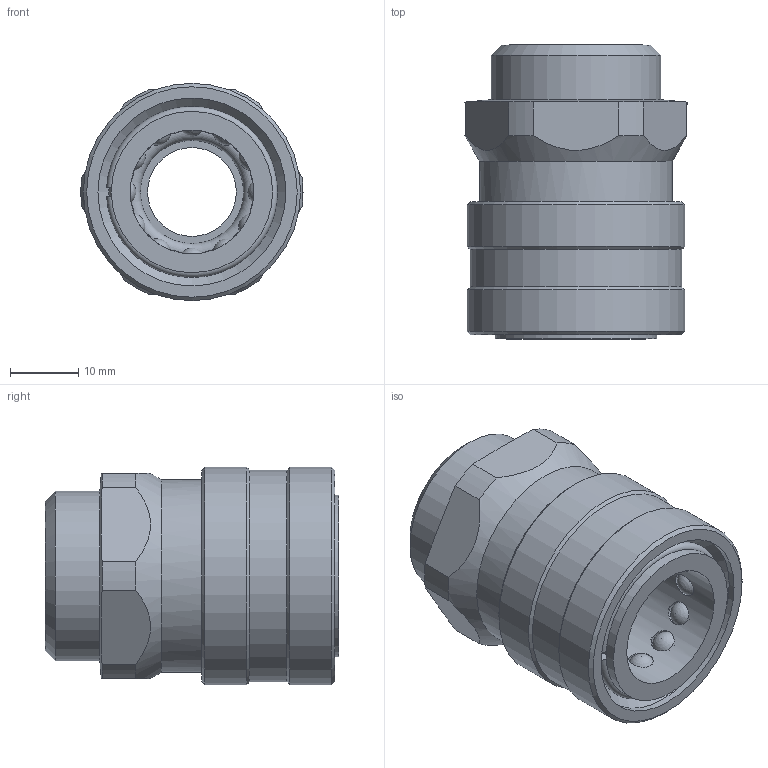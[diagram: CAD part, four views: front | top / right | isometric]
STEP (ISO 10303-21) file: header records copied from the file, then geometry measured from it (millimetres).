
FILE_DESCRIPTION(/* description */ ('Unknown'),/* implementation_level */ '2;1');
FILE_NAME(/* name */ '203100460',/* time_stamp */ '2018-11-13T08:12:59+01:00',/* author */ ('Unknown'),/* organization */ ('Unknown'),/* preprocessor_version */ 'ST-DEVELOPER v16.7',/* originating_system */ 'DEX',/* authorisation */ $);
FILE_SCHEMA (('AUTOMOTIVE_DESIGN {1 0 10303 214 3 1 1}'));
Length unit declared in the file: millimetre
Products named in the file (1): Part2
Bounding box: 32.48 x 43 x 31.8 mm (x, y, z)
Volume: 16561.5 mm3; surface area: 13975.9 mm2
Topology: 1 solids, 1 shells, 99 faces, 263 edges, 175 vertices
Faces by surface type: cylinder 37, plane 24, cone 22, sphere 12, torus 3, bspline 1
Full cylindrical faces by diameter (mm): 4.2 x12, 13 x1, 15.9 x1, 18.1 x2, 19.14 x1, 20.3 x1, 21.5 x2, 21.8 x1, 23.6 x2, 24.35 x1, 24.8 x1, 27.5 x1, 28.2 x1, 28.4 x1, 31 x1, 31.8 x2
Entity records: 4171 total; most frequent: CARTESIAN_POINT 1614, DIRECTION 354, ORIENTED_EDGE 280, EDGE_LOOP 208, FACE_BOUND 208, AXIS2_PLACEMENT_3D 169, EDGE_CURVE 140, VERTEX_POINT 124
